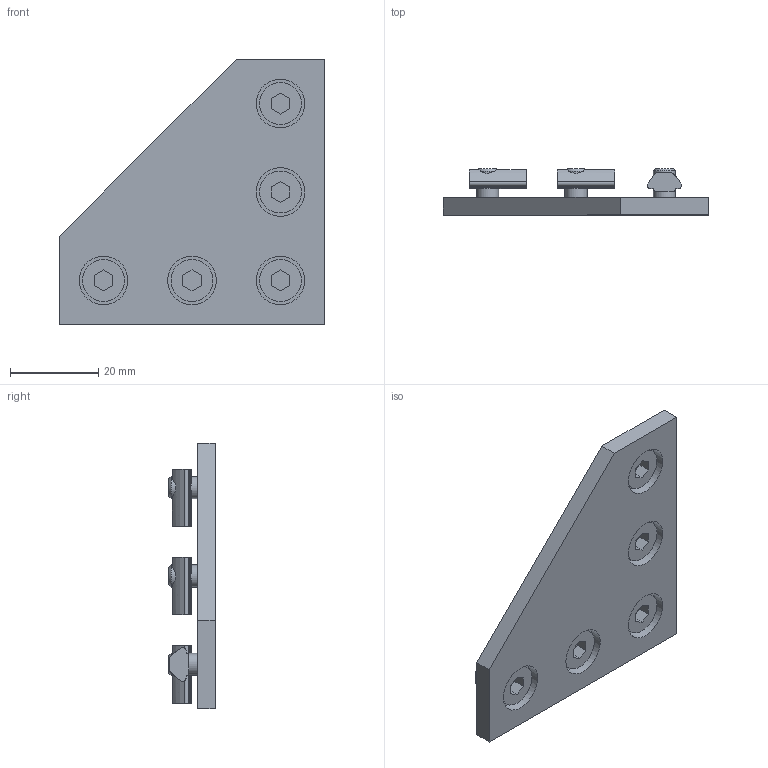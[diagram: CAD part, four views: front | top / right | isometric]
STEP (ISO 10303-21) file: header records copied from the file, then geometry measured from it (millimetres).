
FILE_DESCRIPTION(/* description */ (''),/* implementation_level */ '2;1');
FILE_NAME(/* name */ '2020_corner_bracket_inset.step',/* time_stamp */ '2025-05-30T08:57:52-05:00',/* author */ (''),/* organization */ (''),/* preprocessor_version */ 'ST-DEVELOPER v20.1',/* originating_system */ 'Autodesk Translation Framework v14.10.0.0',/* authorisation */ '');
FILE_SCHEMA (('AUTOMOTIVE_DESIGN { 1 0 10303 214 3 1 1 }'));
Length unit declared in the file: millimetre
Products named in the file (3): 2020_corner_bracket; M5 Roll-In T Nut; M5x40 SHCS
Assembly tree (2 placements, depth 2):
  2020_corner_bracket
    M5 Roll-In T Nut
    M5x40 SHCS
Bounding box: 60 x 10.5 x 60 mm (x, y, z)
Volume: 12287 mm3; surface area: 10178.9 mm2
Topology: 11 solids, 11 shells, 207 faces, 530 edges, 350 vertices
Faces by surface type: plane 112, cylinder 65, cone 20, bspline 10
Full cylindrical faces by diameter (mm): 4.2 x5, 5 x5, 5.2 x5, 9.5 x5, 11 x5
Entity records: 7183 total; most frequent: CARTESIAN_POINT 1982, ORIENTED_EDGE 1060, DIRECTION 1054, EDGE_CURVE 530, AXIS2_PLACEMENT_3D 382, VERTEX_POINT 350, LINE 290, VECTOR 290
